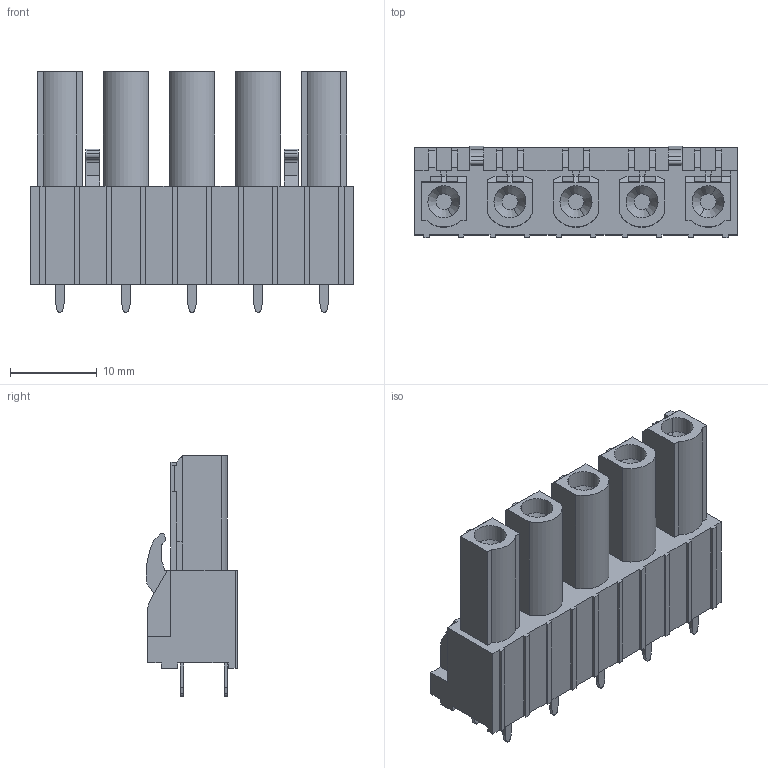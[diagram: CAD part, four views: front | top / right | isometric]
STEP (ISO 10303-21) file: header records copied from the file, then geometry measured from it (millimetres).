
FILE_DESCRIPTION(('CATIA V5 STEP Exchange','CAx-IF Rec.Pracs.--- Model Styling and Organization---1.2---2011-12-15'),'2;1');
FILE_NAME ('D1448636_0_1122100000_1122100000.stp','2018-09-18T07:15:47+00:00',('none'),('Weidmueller'),'CATIA Version 5-6 Release 2014','CATIA V5 STEP AP214','none');
FILE_SCHEMA(('AUTOMOTIVE_DESIGN { 1 0 10303 214 1 1 1 1 }'));
Length unit declared in the file: millimetre
Products named in the file (1): 1122100000
Bounding box: 37.28 x 10.54 x 27.74 mm (x, y, z)
Volume: 5125.8 mm3; surface area: 4069.1 mm2
Topology: 11 solids, 11 shells, 376 faces, 1019 edges, 674 vertices
Faces by surface type: plane 321, cylinder 45, cone 10
Entity records: 10626 total; most frequent: ORIENTED_EDGE 2038, CARTESIAN_POINT 1884, DIRECTION 1390, EDGE_CURVE 1019, VECTOR 916, LINE 916, VERTEX_POINT 674, EDGE_LOOP 385
